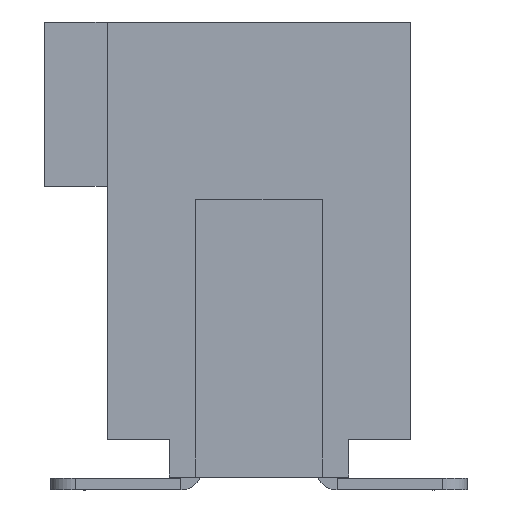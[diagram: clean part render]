
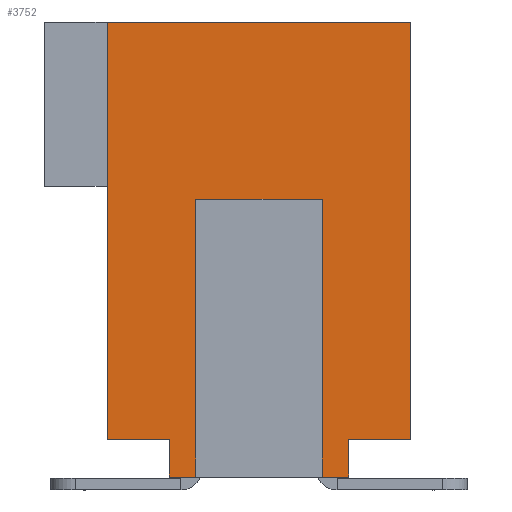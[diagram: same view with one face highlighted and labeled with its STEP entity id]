
A CAD part, left-side view. The second image highlights one B-rep face of the part: STEP entity #3752.
In plain terms, the highlighted planar face has unit normal (-1, 0, 0).
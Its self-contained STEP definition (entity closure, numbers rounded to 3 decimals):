
#437=CARTESIAN_POINT('',(-3.365,0.9,-4.57));
#438=VERTEX_POINT('',#437);
#439=CARTESIAN_POINT('',(-3.365,0.9,-4.19));
#440=VERTEX_POINT('',#439);
#441=CARTESIAN_POINT('',(-3.365,0.9,-4.57));
#442=DIRECTION('',(0.,0.,1.));
#443=VECTOR('',#442,0.38);
#444=LINE('',#441,#443);
#445=EDGE_CURVE('',#438,#440,#444,.T.);
#588=CARTESIAN_POINT('',(-3.365,-0.9,-4.19));
#589=VERTEX_POINT('',#588);
#590=CARTESIAN_POINT('',(-3.365,-0.9,-4.57));
#591=VERTEX_POINT('',#590);
#592=CARTESIAN_POINT('',(-3.365,-0.9,-4.19));
#593=DIRECTION('',(0.,0.,-1.));
#594=VECTOR('',#593,0.38);
#595=LINE('',#592,#594);
#596=EDGE_CURVE('',#589,#591,#595,.T.);
#3667=CARTESIAN_POINT('',(-3.365,0.,-2.285));
#3668=DIRECTION('',(0.,-1.,0.));
#3669=DIRECTION('',(-1.,0.,0.));
#3670=AXIS2_PLACEMENT_3D('',#3667,#3669,#3668);
#3671=PLANE('',#3670);
#3672=CARTESIAN_POINT('',(-3.365,1.525,0.));
#3673=VERTEX_POINT('',#3672);
#3674=CARTESIAN_POINT('',(-3.365,1.525,-4.19));
#3675=VERTEX_POINT('',#3674);
#3676=CARTESIAN_POINT('',(-3.365,1.525,0.));
#3677=DIRECTION('',(0.,0.,-1.));
#3678=VECTOR('',#3677,4.19);
#3679=LINE('',#3676,#3678);
#3680=EDGE_CURVE('',#3673,#3675,#3679,.T.);
#3681=ORIENTED_EDGE('',*,*,#3680,.T.);
#3682=CARTESIAN_POINT('',(-3.365,1.525,-4.19));
#3683=DIRECTION('',(0.,-1.,0.));
#3684=VECTOR('',#3683,0.625);
#3685=LINE('',#3682,#3684);
#3686=EDGE_CURVE('',#3675,#440,#3685,.T.);
#3687=ORIENTED_EDGE('',*,*,#3686,.T.);
#3688=ORIENTED_EDGE('',*,*,#445,.F.);
#3689=CARTESIAN_POINT('',(-3.365,0.635,-4.57));
#3690=VERTEX_POINT('',#3689);
#3691=CARTESIAN_POINT('',(-3.365,0.9,-4.57));
#3692=DIRECTION('',(0.,-1.,0.));
#3693=VECTOR('',#3692,0.265);
#3694=LINE('',#3691,#3693);
#3695=EDGE_CURVE('',#438,#3690,#3694,.T.);
#3696=ORIENTED_EDGE('',*,*,#3695,.T.);
#3697=CARTESIAN_POINT('',(-3.365,0.635,-1.78));
#3698=VERTEX_POINT('',#3697);
#3699=CARTESIAN_POINT('',(-3.365,0.635,-4.57));
#3700=DIRECTION('',(0.,0.,1.));
#3701=VECTOR('',#3700,2.79);
#3702=LINE('',#3699,#3701);
#3703=EDGE_CURVE('',#3690,#3698,#3702,.T.);
#3704=ORIENTED_EDGE('',*,*,#3703,.T.);
#3705=CARTESIAN_POINT('',(-3.365,-0.635,-1.78));
#3706=VERTEX_POINT('',#3705);
#3707=CARTESIAN_POINT('',(-3.365,0.635,-1.78));
#3708=DIRECTION('',(0.,-1.,0.));
#3709=VECTOR('',#3708,1.27);
#3710=LINE('',#3707,#3709);
#3711=EDGE_CURVE('',#3698,#3706,#3710,.T.);
#3712=ORIENTED_EDGE('',*,*,#3711,.T.);
#3713=CARTESIAN_POINT('',(-3.365,-0.635,-4.57));
#3714=VERTEX_POINT('',#3713);
#3715=CARTESIAN_POINT('',(-3.365,-0.635,-1.78));
#3716=DIRECTION('',(0.,0.,-1.));
#3717=VECTOR('',#3716,2.79);
#3718=LINE('',#3715,#3717);
#3719=EDGE_CURVE('',#3706,#3714,#3718,.T.);
#3720=ORIENTED_EDGE('',*,*,#3719,.T.);
#3721=CARTESIAN_POINT('',(-3.365,-0.635,-4.57));
#3722=DIRECTION('',(0.,-1.,0.));
#3723=VECTOR('',#3722,0.265);
#3724=LINE('',#3721,#3723);
#3725=EDGE_CURVE('',#3714,#591,#3724,.T.);
#3726=ORIENTED_EDGE('',*,*,#3725,.T.);
#3727=ORIENTED_EDGE('',*,*,#596,.F.);
#3728=CARTESIAN_POINT('',(-3.365,-1.525,-4.19));
#3729=VERTEX_POINT('',#3728);
#3730=CARTESIAN_POINT('',(-3.365,-0.9,-4.19));
#3731=DIRECTION('',(0.,-1.,0.));
#3732=VECTOR('',#3731,0.625);
#3733=LINE('',#3730,#3732);
#3734=EDGE_CURVE('',#589,#3729,#3733,.T.);
#3735=ORIENTED_EDGE('',*,*,#3734,.T.);
#3736=CARTESIAN_POINT('',(-3.365,-1.525,0.));
#3737=VERTEX_POINT('',#3736);
#3738=CARTESIAN_POINT('',(-3.365,-1.525,-4.19));
#3739=DIRECTION('',(0.,0.,1.));
#3740=VECTOR('',#3739,4.19);
#3741=LINE('',#3738,#3740);
#3742=EDGE_CURVE('',#3729,#3737,#3741,.T.);
#3743=ORIENTED_EDGE('',*,*,#3742,.T.);
#3744=CARTESIAN_POINT('',(-3.365,-1.525,0.));
#3745=DIRECTION('',(0.,1.,0.));
#3746=VECTOR('',#3745,3.05);
#3747=LINE('',#3744,#3746);
#3748=EDGE_CURVE('',#3737,#3673,#3747,.T.);
#3749=ORIENTED_EDGE('',*,*,#3748,.T.);
#3750=EDGE_LOOP('',(#3681,#3687,#3688,#3696,#3704,#3712,#3720,#3726,#3727,#3735,#3743,#3749));
#3751=FACE_OUTER_BOUND('',#3750,.T.);
#3752=ADVANCED_FACE('',(#3751),#3671,.T.);
